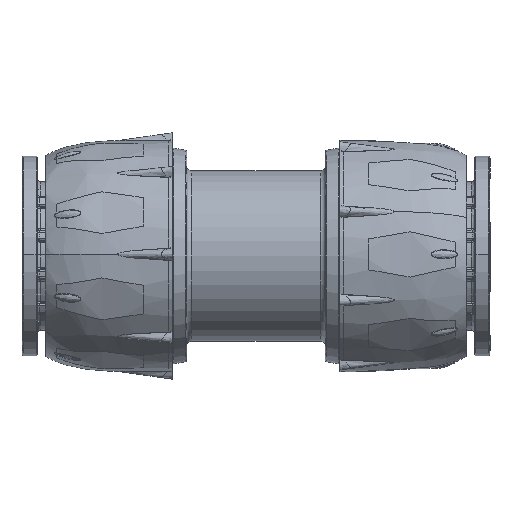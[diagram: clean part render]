
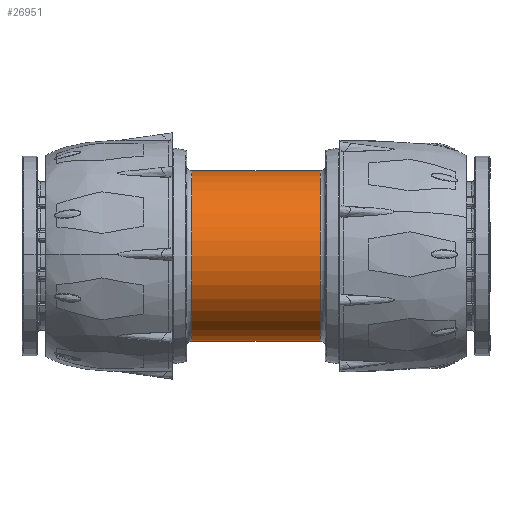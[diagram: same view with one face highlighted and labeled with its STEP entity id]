
A CAD part, left-side view. The second image highlights one B-rep face of the part: STEP entity #26951.
In plain terms, the highlighted cylindrical face has radius 17.5 mm (diameter 35 mm), a partial arc.
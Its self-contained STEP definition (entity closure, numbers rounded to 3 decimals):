
#524 = LINE ( 'NONE', #7037, #42150 ) ;
#3021 = DIRECTION ( 'NONE',  ( 0., -1., 0. ) ) ;
#3819 = EDGE_CURVE ( 'NONE', #43886, #12107, #524, .T. ) ;
#4671 = VERTEX_POINT ( 'NONE', #49161 ) ;
#6829 = CIRCLE ( 'NONE', #34743, 17.5 ) ;
#6948 = CARTESIAN_POINT ( 'NONE',  ( 0., -13.25, -17.5 ) ) ;
#7037 = CARTESIAN_POINT ( 'NONE',  ( 0., 0., 17.5 ) ) ;
#7618 = CARTESIAN_POINT ( 'NONE',  ( 0., 13.25, 0. ) ) ;
#9432 = AXIS2_PLACEMENT_3D ( 'NONE', #7618, #3021, #15210 ) ;
#9916 = LINE ( 'NONE', #17101, #25680 ) ;
#10119 = CIRCLE ( 'NONE', #9432, 17.5 ) ;
#12107 = VERTEX_POINT ( 'NONE', #30588 ) ;
#15210 = DIRECTION ( 'NONE',  ( 0., 0., 1. ) ) ;
#17101 = CARTESIAN_POINT ( 'NONE',  ( 0., 0., -17.5 ) ) ;
#17119 = EDGE_CURVE ( 'NONE', #43886, #4671, #10119, .T. ) ;
#17890 = VERTEX_POINT ( 'NONE', #6948 ) ;
#19296 = EDGE_LOOP ( 'NONE', ( #20896, #44163, #20517, #34978 ) ) ;
#20517 = ORIENTED_EDGE ( 'NONE', *, *, #31145, .T. ) ;
#20896 = ORIENTED_EDGE ( 'NONE', *, *, #3819, .F. ) ;
#22721 = FACE_OUTER_BOUND ( 'NONE', #19296, .T. ) ;
#25680 = VECTOR ( 'NONE', #33368, 1000. ) ;
#26951 = ADVANCED_FACE ( 'NONE', ( #22721 ), #29073, .T. ) ;
#28934 = CARTESIAN_POINT ( 'NONE',  ( 0., -13.25, 0. ) ) ;
#29073 = CYLINDRICAL_SURFACE ( 'NONE', #40742, 17.5 ) ;
#29504 = EDGE_CURVE ( 'NONE', #17890, #12107, #6829, .T. ) ;
#30588 = CARTESIAN_POINT ( 'NONE',  ( 0., -13.25, 17.5 ) ) ;
#31145 = EDGE_CURVE ( 'NONE', #4671, #17890, #9916, .T. ) ;
#33368 = DIRECTION ( 'NONE',  ( 0., -1., 0. ) ) ;
#33921 = CARTESIAN_POINT ( 'NONE',  ( 0., 13.25, 17.5 ) ) ;
#34743 = AXIS2_PLACEMENT_3D ( 'NONE', #28934, #41068, #37207 ) ;
#34978 = ORIENTED_EDGE ( 'NONE', *, *, #29504, .T. ) ;
#36413 = DIRECTION ( 'NONE',  ( 0., -1., 0. ) ) ;
#37207 = DIRECTION ( 'NONE',  ( 0., 0., 1. ) ) ;
#38765 = DIRECTION ( 'NONE',  ( 0., -1., 0. ) ) ;
#40742 = AXIS2_PLACEMENT_3D ( 'NONE', #43940, #36413, #48488 ) ;
#41068 = DIRECTION ( 'NONE',  ( 0., 1., 0. ) ) ;
#42150 = VECTOR ( 'NONE', #38765, 1000. ) ;
#43886 = VERTEX_POINT ( 'NONE', #33921 ) ;
#43940 = CARTESIAN_POINT ( 'NONE',  ( 0., 0., 0. ) ) ;
#44163 = ORIENTED_EDGE ( 'NONE', *, *, #17119, .T. ) ;
#48488 = DIRECTION ( 'NONE',  ( 0., 0., -1. ) ) ;
#49161 = CARTESIAN_POINT ( 'NONE',  ( 0., 13.25, -17.5 ) ) ;
